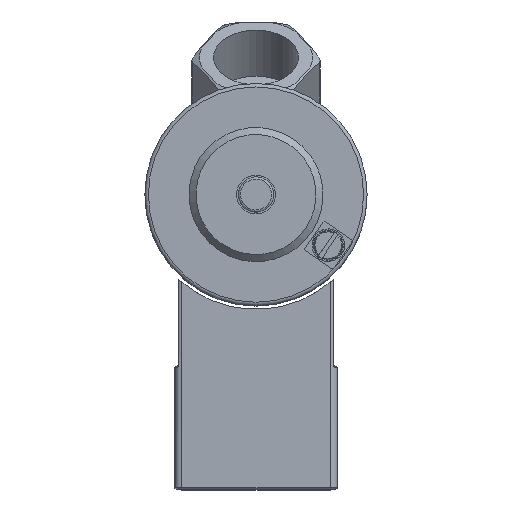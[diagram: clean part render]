
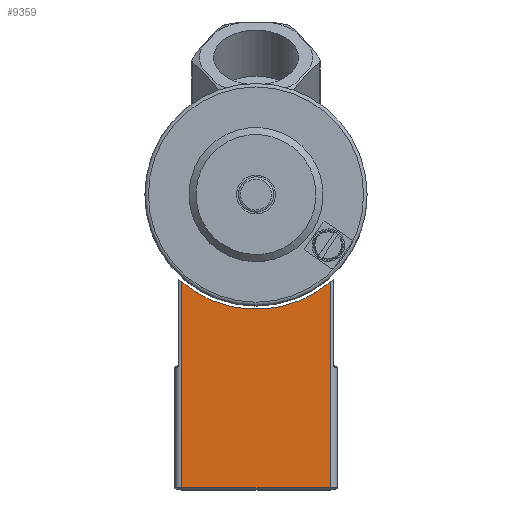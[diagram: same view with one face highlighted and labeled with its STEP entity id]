
A CAD part, top view. The second image highlights one B-rep face of the part: STEP entity #9359.
In plain terms, the highlighted planar face has unit normal (0, 0, 1).
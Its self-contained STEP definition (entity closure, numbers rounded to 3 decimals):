
#962=LINE('',#14035,#1479);
#997=LINE('',#14201,#1514);
#999=LINE('',#14217,#1516);
#1479=VECTOR('',#10988,42.);
#1514=VECTOR('',#11075,58.296);
#1516=VECTOR('',#11081,58.296);
#2241=FACE_OUTER_BOUND('',#2821,.T.);
#2821=EDGE_LOOP('',(#6691,#6692,#6693,#6694));
#3390=CIRCLE('',#10002,32.5);
#3797=VERTEX_POINT('',#14025);
#3799=VERTEX_POINT('',#14033);
#3828=VERTEX_POINT('',#14127);
#3834=VERTEX_POINT('',#14175);
#4860=EDGE_CURVE('',#3797,#3799,#962,.T.);
#4907=EDGE_CURVE('',#3828,#3834,#3390,.T.);
#4912=EDGE_CURVE('',#3797,#3828,#997,.T.);
#4916=EDGE_CURVE('',#3799,#3834,#999,.T.);
#6691=ORIENTED_EDGE('',*,*,#4907,.T.);
#6692=ORIENTED_EDGE('',*,*,#4916,.F.);
#6693=ORIENTED_EDGE('',*,*,#4860,.F.);
#6694=ORIENTED_EDGE('',*,*,#4912,.T.);
#9058=PLANE('',#10006);
#9359=ADVANCED_FACE('',(#2241),#9058,.T.);
#10002=AXIS2_PLACEMENT_3D('',#14183,#11066,#11067);
#10006=AXIS2_PLACEMENT_3D('',#14216,#11079,#11080);
#10988=DIRECTION('',(-1.,0.,0.));
#11066=DIRECTION('center_axis',(0.,0.,
-1.));
#11067=DIRECTION('ref_axis',(0.,1.,0.));
#11075=DIRECTION('',(0.,1.,0.));
#11079=DIRECTION('center_axis',(0.,0.,
1.));
#11080=DIRECTION('ref_axis',(0.,-1.,0.));
#11081=DIRECTION('',(0.,1.,0.));
#14025=CARTESIAN_POINT('',(21.,-83.1,111.2));
#14033=CARTESIAN_POINT('',(-21.,-83.1,111.2));
#14035=CARTESIAN_POINT('',(10.5,-83.1,111.2));
#14127=CARTESIAN_POINT('',(21.,-24.804,111.2));
#14175=CARTESIAN_POINT('',(-21.,-24.804,111.2));
#14183=CARTESIAN_POINT('Origin',(0.,0.,
111.2));
#14201=CARTESIAN_POINT('',(21.,-83.6,111.2));
#14216=CARTESIAN_POINT('Origin',(-22.,-14.6,111.2));
#14217=CARTESIAN_POINT('',(-21.,-83.6,111.2));
